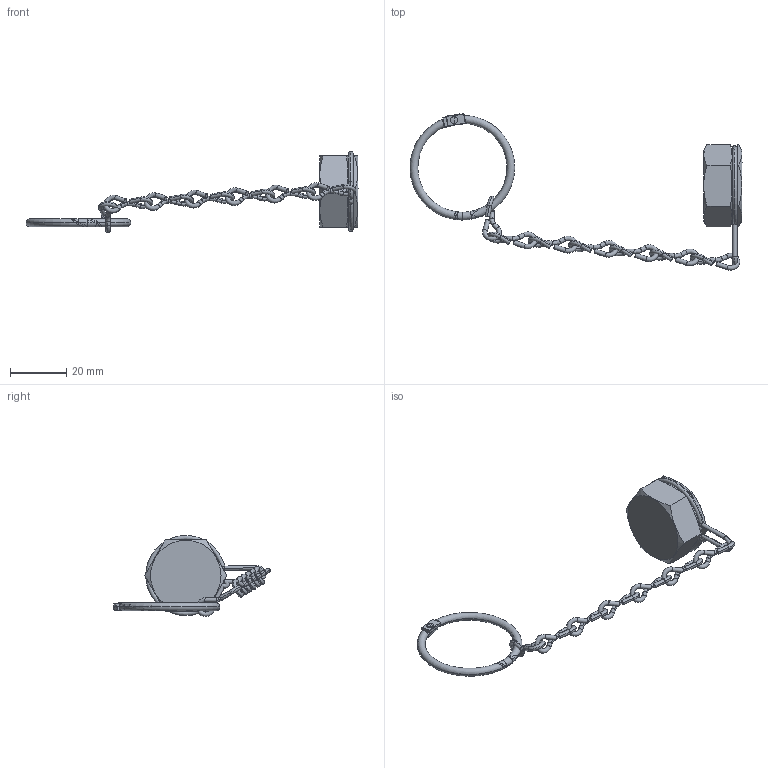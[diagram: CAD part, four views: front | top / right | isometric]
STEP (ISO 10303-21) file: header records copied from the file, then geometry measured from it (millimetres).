
FILE_DESCRIPTION (( 'STEP AP203' ), '1' );
FILE_NAME ('CAP-DIN11SS-PR.STEP', '2025-08-25T16:57:42', ( '' ), ( '' ), 'SwSTEP 2.0', 'SolidWorks 2018', '' );
FILE_SCHEMA (( 'CONFIG_CONTROL_DESIGN' ));
Length unit declared in the file: inch
Products named in the file (9): PRT-000579; PRT-002245_RING-1.187D HALF; PRT-003406; ASY-000211_One Link Bent; PRT-002255_SMALL PIN; ASY-000291; PRT-000846; PRT-002239_STAINLESS; CAP-DIN11SS-PR
Assembly tree (15 placements, depth 3):
  CAP-DIN11SS-PR
    PRT-003406
    PRT-000579
    PRT-000846
    ASY-000211_One Link Bent
      PRT-002239_STAINLESS  x7
    ASY-000291
      PRT-002245_RING-1.187D HALF  x2
      PRT-002255_SMALL PIN
Bounding box: 118.35 x 55.8 x 28.9 mm (x, y, z)
Volume: 7171.1 mm3; surface area: 6748.4 mm2
Topology: 13 solids, 13 shells, 313 faces, 822 edges, 522 vertices
Faces by surface type: cylinder 121, torus 68, plane 56, bspline 41, sphere 16, cone 11
Entity records: 10701 total; most frequent: CARTESIAN_POINT 5915, ORIENTED_EDGE 858, DIRECTION 655, EDGE_CURVE 429, VERTEX_POINT 301, AXIS2_PLACEMENT_3D 279, B_SPLINE_CURVE_WITH_KNOTS 200, EDGE_LOOP 152
